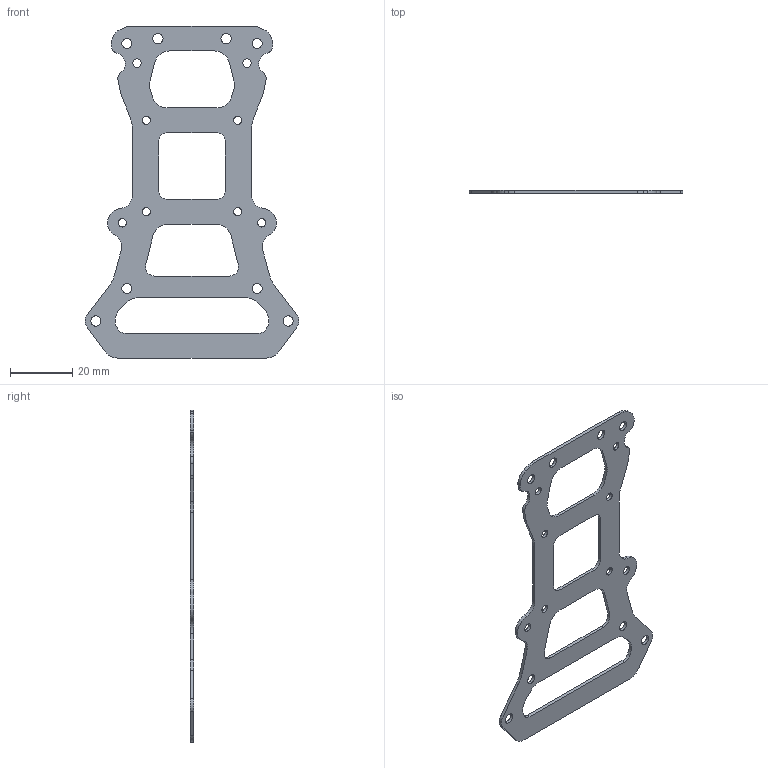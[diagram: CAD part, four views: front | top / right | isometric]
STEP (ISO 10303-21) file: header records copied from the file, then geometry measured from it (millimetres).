
FILE_DESCRIPTION((''),'2;1');
FILE_NAME('000','2023-03-30T19:48:49',('solution.li'),(''),'CREO PARAMETRIC BY PTC INC, 2019164','CREO PARAMETRIC BY PTC INC, 2019164','');
FILE_SCHEMA(('CONFIG_CONTROL_DESIGN','SHAPE_APPEARANCE_LAYERS_GROUPS'));
Length unit declared in the file: millimetre
Products named in the file (1): 000
Bounding box: 69 x 1 x 107.05 mm (x, y, z)
Volume: 3184.5 mm3; surface area: 7215.9 mm2
Topology: 1 solids, 1 shells, 116 faces, 342 edges, 228 vertices
Faces by surface type: cylinder 78, plane 38
Entity records: 5159 total; most frequent: DIRECTION 730, CARTESIAN_POINT 686, ORIENTED_EDGE 684, EDGE_CURVE 342, COLOUR_RGB 313, AXIS2_PLACEMENT_3D 272, VERTEX_POINT 228, VECTOR 186
